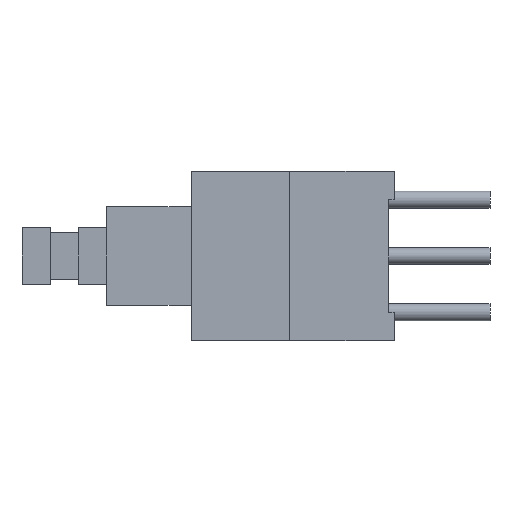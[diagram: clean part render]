
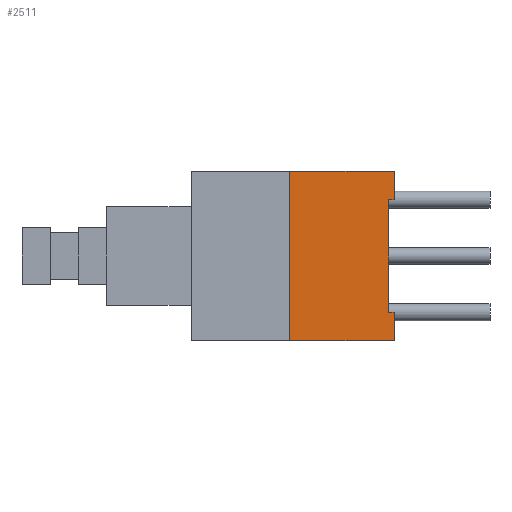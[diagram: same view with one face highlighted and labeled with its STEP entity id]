
A CAD part, left-side view. The second image highlights one B-rep face of the part: STEP entity #2511.
In plain terms, the highlighted planar face has unit normal (-1, 0, 0).
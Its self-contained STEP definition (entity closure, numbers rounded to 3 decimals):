
#91 = ORIENTED_EDGE ( 'NONE', *, *, #141, .T. ) ;
#141 = EDGE_CURVE ( 'NONE', #198, #2802, #1715, .T. ) ;
#198 = VERTEX_POINT ( 'NONE', #1604 ) ;
#225 = VECTOR ( 'NONE', #2496, 1000. ) ;
#246 = CARTESIAN_POINT ( 'NONE',  ( -3., -0.2, 3. ) ) ;
#271 = DIRECTION ( 'NONE',  ( 0., 1., 0. ) ) ;
#288 = DIRECTION ( 'NONE',  ( 0., 0., 1. ) ) ;
#314 = CARTESIAN_POINT ( 'NONE',  ( -3., 0., -2. ) ) ;
#368 = VERTEX_POINT ( 'NONE', #959 ) ;
#406 = CARTESIAN_POINT ( 'NONE',  ( -3., 0., 2. ) ) ;
#427 = EDGE_CURVE ( 'NONE', #1484, #1955, #2835, .T. ) ;
#483 = LINE ( 'NONE', #1397, #1509 ) ;
#523 = ORIENTED_EDGE ( 'NONE', *, *, #2004, .T. ) ;
#581 = DIRECTION ( 'NONE',  ( 0., -1., 0. ) ) ;
#740 = LINE ( 'NONE', #846, #2531 ) ;
#758 = VERTEX_POINT ( 'NONE', #1487 ) ;
#818 = CARTESIAN_POINT ( 'NONE',  ( -3., -0.2, -2. ) ) ;
#846 = CARTESIAN_POINT ( 'NONE',  ( -3., 7., -3. ) ) ;
#872 = AXIS2_PLACEMENT_3D ( 'NONE', #2569, #1161, #1393 ) ;
#959 = CARTESIAN_POINT ( 'NONE',  ( -3., 3.5, 3. ) ) ;
#1045 = DIRECTION ( 'NONE',  ( 0., 1., 0. ) ) ;
#1159 = VERTEX_POINT ( 'NONE', #2098 ) ;
#1161 = DIRECTION ( 'NONE',  ( 1., 0., 0. ) ) ;
#1393 = DIRECTION ( 'NONE',  ( 0., 0., -1. ) ) ;
#1397 = CARTESIAN_POINT ( 'NONE',  ( -3., -0.2, -3. ) ) ;
#1415 = VECTOR ( 'NONE', #1045, 1000. ) ;
#1461 = ORIENTED_EDGE ( 'NONE', *, *, #1658, .T. ) ;
#1470 = VECTOR ( 'NONE', #1905, 1000. ) ;
#1484 = VERTEX_POINT ( 'NONE', #2477 ) ;
#1487 = CARTESIAN_POINT ( 'NONE',  ( -3., 3.5, -3. ) ) ;
#1491 = EDGE_CURVE ( 'NONE', #368, #2261, #2933, .T. ) ;
#1509 = VECTOR ( 'NONE', #1741, 1000. ) ;
#1548 = LINE ( 'NONE', #1656, #1781 ) ;
#1577 = EDGE_CURVE ( 'NONE', #198, #1159, #483, .T. ) ;
#1604 = CARTESIAN_POINT ( 'NONE',  ( -3., -0.2, -2. ) ) ;
#1625 = EDGE_CURVE ( 'NONE', #368, #758, #2756, .T. ) ;
#1634 = ORIENTED_EDGE ( 'NONE', *, *, #1625, .T. ) ;
#1656 = CARTESIAN_POINT ( 'NONE',  ( -3., 0., 3. ) ) ;
#1658 = EDGE_CURVE ( 'NONE', #2802, #1955, #1548, .T. ) ;
#1715 = LINE ( 'NONE', #818, #1415 ) ;
#1727 = LINE ( 'NONE', #1760, #2537 ) ;
#1741 = DIRECTION ( 'NONE',  ( 0., 0., -1. ) ) ;
#1760 = CARTESIAN_POINT ( 'NONE',  ( -3., -0.2, 3. ) ) ;
#1774 = CARTESIAN_POINT ( 'NONE',  ( -3., 7., 3. ) ) ;
#1781 = VECTOR ( 'NONE', #288, 1000. ) ;
#1782 = DIRECTION ( 'NONE',  ( 0., 0., -1. ) ) ;
#1905 = DIRECTION ( 'NONE',  ( 0., 0., -1. ) ) ;
#1955 = VERTEX_POINT ( 'NONE', #406 ) ;
#2004 = EDGE_CURVE ( 'NONE', #758, #1159, #740, .T. ) ;
#2098 = CARTESIAN_POINT ( 'NONE',  ( -3., -0.2, -3. ) ) ;
#2148 = CARTESIAN_POINT ( 'NONE',  ( -3., 3.5, 3. ) ) ;
#2261 = VERTEX_POINT ( 'NONE', #246 ) ;
#2263 = VECTOR ( 'NONE', #271, 1000. ) ;
#2264 = EDGE_LOOP ( 'NONE', ( #2366, #1634, #523, #2950, #91, #1461, #2402, #2475 ) ) ;
#2320 = EDGE_CURVE ( 'NONE', #2261, #1484, #1727, .T. ) ;
#2366 = ORIENTED_EDGE ( 'NONE', *, *, #1491, .F. ) ;
#2402 = ORIENTED_EDGE ( 'NONE', *, *, #427, .F. ) ;
#2475 = ORIENTED_EDGE ( 'NONE', *, *, #2320, .F. ) ;
#2477 = CARTESIAN_POINT ( 'NONE',  ( -3., -0.2, 2. ) ) ;
#2496 = DIRECTION ( 'NONE',  ( 0., -1., 0. ) ) ;
#2511 = ADVANCED_FACE ( 'NONE', ( #2600 ), #2791, .F. ) ;
#2531 = VECTOR ( 'NONE', #581, 1000. ) ;
#2537 = VECTOR ( 'NONE', #1782, 1000. ) ;
#2569 = CARTESIAN_POINT ( 'NONE',  ( -3., 7., 3. ) ) ;
#2600 = FACE_OUTER_BOUND ( 'NONE', #2264, .T. ) ;
#2756 = LINE ( 'NONE', #2148, #1470 ) ;
#2791 = PLANE ( 'NONE',  #872 ) ;
#2792 = CARTESIAN_POINT ( 'NONE',  ( -3., -0.2, 2. ) ) ;
#2802 = VERTEX_POINT ( 'NONE', #314 ) ;
#2835 = LINE ( 'NONE', #2792, #2263 ) ;
#2933 = LINE ( 'NONE', #1774, #225 ) ;
#2950 = ORIENTED_EDGE ( 'NONE', *, *, #1577, .F. ) ;
